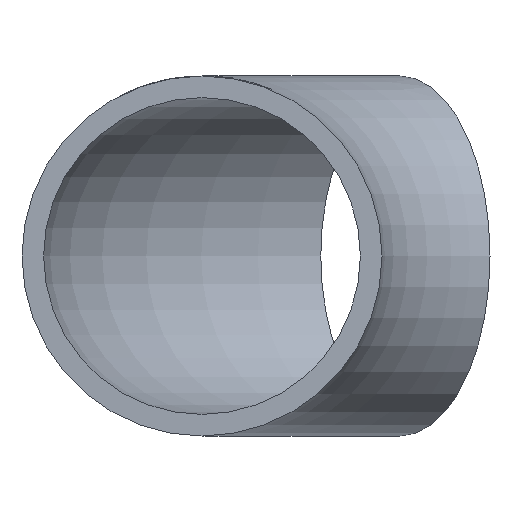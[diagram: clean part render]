
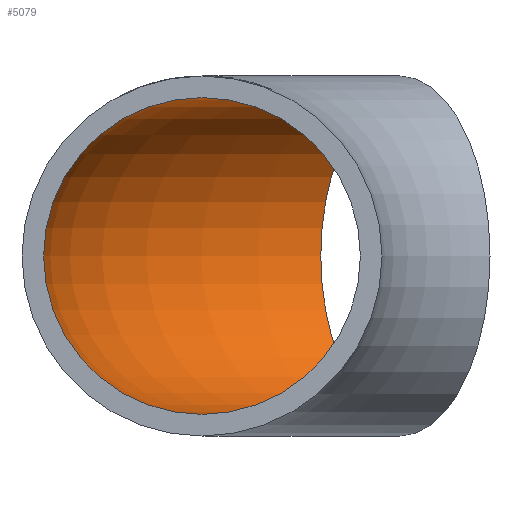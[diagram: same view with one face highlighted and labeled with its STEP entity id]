
A CAD part, front view. The second image highlights one B-rep face of the part: STEP entity #5079.
In plain terms, the highlighted toroidal (fillet/blend) face has major radius 27.5 mm and minor radius 11 mm.
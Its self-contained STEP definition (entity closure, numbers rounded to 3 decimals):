
#291 = EDGE_CURVE ( 'NONE', #13207, #13207, #2222, .T. ) ;
#602 = FACE_OUTER_BOUND ( 'NONE', #6617, .T. ) ;
#675 = FACE_OUTER_BOUND ( 'NONE', #10148, .T. ) ;
#743 = DIRECTION ( 'NONE',  ( 0., 0., -1. ) ) ;
#756 = CIRCLE ( 'NONE', #1207, 11. ) ;
#1033 = ORIENTED_EDGE ( 'NONE', *, *, #291, .T. ) ;
#1157 = VERTEX_POINT ( 'NONE', #5520 ) ;
#1207 = AXIS2_PLACEMENT_3D ( 'NONE', #12889, #10587, #11810 ) ;
#1822 = CARTESIAN_POINT ( 'NONE',  ( 0., 0., 0. ) ) ;
#2222 = CIRCLE ( 'NONE', #9261, 11. ) ;
#3501 = AXIS2_PLACEMENT_3D ( 'NONE', #1822, #743, #9350 ) ;
#4439 = ORIENTED_EDGE ( 'NONE', *, *, #9525, .F. ) ;
#4972 = CARTESIAN_POINT ( 'NONE',  ( -13.75, 23.816, 0. ) ) ;
#5079 = ADVANCED_FACE ( 'NONE', ( #602, #675 ), #11665, .F. ) ;
#5520 = CARTESIAN_POINT ( 'NONE',  ( -27.5, 0., 11. ) ) ;
#6617 = EDGE_LOOP ( 'NONE', ( #1033 ) ) ;
#9261 = AXIS2_PLACEMENT_3D ( 'NONE', #4972, #9286, #9353 ) ;
#9286 = DIRECTION ( 'NONE',  ( 0.866, 0.5, 0. ) ) ;
#9350 = DIRECTION ( 'NONE',  ( -1., 0., 0. ) ) ;
#9353 = DIRECTION ( 'NONE',  ( -0.5, 0.866, 0. ) ) ;
#9525 = EDGE_CURVE ( 'NONE', #1157, #1157, #756, .T. ) ;
#10148 = EDGE_LOOP ( 'NONE', ( #4439 ) ) ;
#10587 = DIRECTION ( 'NONE',  ( 0., 1., 0. ) ) ;
#11665 = TOROIDAL_SURFACE ( 'NONE', #3501, 27.5, 11. ) ;
#11810 = DIRECTION ( 'NONE',  ( 0., 0., 1. ) ) ;
#12053 = CARTESIAN_POINT ( 'NONE',  ( -19.25, 33.342, 0. ) ) ;
#12889 = CARTESIAN_POINT ( 'NONE',  ( -27.5, 0., 0. ) ) ;
#13207 = VERTEX_POINT ( 'NONE', #12053 ) ;
